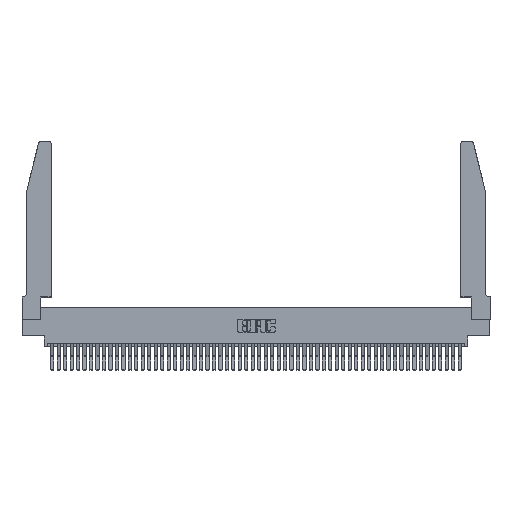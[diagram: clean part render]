
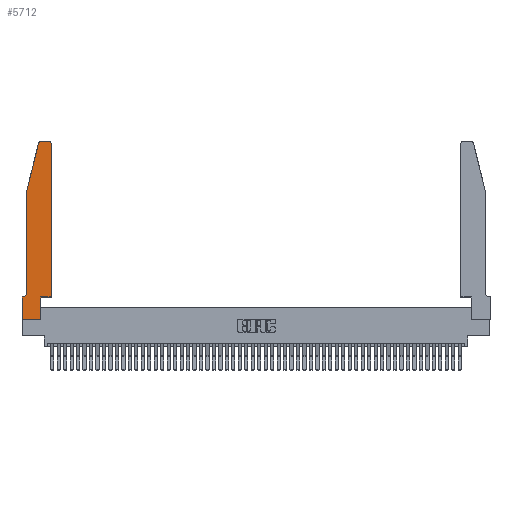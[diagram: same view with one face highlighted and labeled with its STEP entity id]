
A CAD part, top view. The second image highlights one B-rep face of the part: STEP entity #5712.
In plain terms, the highlighted planar face has unit normal (0, 0, 1).
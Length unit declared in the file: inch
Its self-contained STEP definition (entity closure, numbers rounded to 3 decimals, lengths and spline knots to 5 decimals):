
#38 = VECTOR ( 'NONE', #8555, 39.37008 ) ;
#487 = ORIENTED_EDGE ( 'NONE', *, *, #36575, .T. ) ;
#835 = CARTESIAN_POINT ( 'NONE',  ( 0.2865, 0.35, 0.37 ) ) ;
#842 = EDGE_CURVE ( 'NONE', #17489, #39768, #22672, .T. ) ;
#1704 = EDGE_CURVE ( 'NONE', #25100, #5004, #3692, .T. ) ;
#2434 = LINE ( 'NONE', #24878, #46008 ) ;
#2585 = CARTESIAN_POINT ( 'NONE',  ( 0.0055, 0.35, 0.37 ) ) ;
#3043 = CARTESIAN_POINT ( 'NONE',  ( 0., 0., 0.37 ) ) ;
#3586 = DIRECTION ( 'NONE',  ( 0., 0., 1. ) ) ;
#3692 = CIRCLE ( 'NONE', #36142, 0.03 ) ;
#3881 = DIRECTION ( 'NONE',  ( 0., 0., 1. ) ) ;
#4067 = DIRECTION ( 'NONE',  ( 1., 0., 0. ) ) ;
#4386 = DIRECTION ( 'NONE',  ( -1., 0., 0. ) ) ;
#4915 = CARTESIAN_POINT ( 'NONE',  ( 0.2605, 2.75, 0.37 ) ) ;
#5004 = VERTEX_POINT ( 'NONE', #17477 ) ;
#5712 = ADVANCED_FACE ( 'NONE', ( #33714 ), #35482, .T. ) ;
#6032 = ORIENTED_EDGE ( 'NONE', *, *, #46914, .T. ) ;
#6465 = EDGE_CURVE ( 'NONE', #27430, #31968, #32945, .T. ) ;
#6479 = LINE ( 'NONE', #4915, #29152 ) ;
#7897 = CARTESIAN_POINT ( 'NONE',  ( 0., 0.35, 0.37 ) ) ;
#8555 = DIRECTION ( 'NONE',  ( -1., 0., 0. ) ) ;
#9016 = VERTEX_POINT ( 'NONE', #7897 ) ;
#9527 = AXIS2_PLACEMENT_3D ( 'NONE', #44321, #32108, #19965 ) ;
#10180 = ORIENTED_EDGE ( 'NONE', *, *, #22552, .T. ) ;
#10342 = VERTEX_POINT ( 'NONE', #44275 ) ;
#11178 = EDGE_CURVE ( 'NONE', #39768, #37980, #39357, .T. ) ;
#12197 = ORIENTED_EDGE ( 'NONE', *, *, #32101, .T. ) ;
#13920 = CARTESIAN_POINT ( 'NONE',  ( 0.25487, 2.72718, 0.37 ) ) ;
#14566 = DIRECTION ( 'NONE',  ( 0., 1., 0. ) ) ;
#14838 = LINE ( 'NONE', #34805, #39394 ) ;
#15235 = DIRECTION ( 'NONE',  ( 0., 0., 1. ) ) ;
#15600 = CARTESIAN_POINT ( 'NONE',  ( 0.284, 2.75, 0.37 ) ) ;
#17477 = CARTESIAN_POINT ( 'NONE',  ( 0.4205, 2.75, 0.37 ) ) ;
#17489 = VERTEX_POINT ( 'NONE', #19261 ) ;
#17676 = CARTESIAN_POINT ( 'NONE',  ( 0.2865, 0.35, 0.37 ) ) ;
#18933 = DIRECTION ( 'NONE',  ( 1., 0., 0. ) ) ;
#19261 = CARTESIAN_POINT ( 'NONE',  ( 0.2865, 0., 0.37 ) ) ;
#19741 = LINE ( 'NONE', #3043, #50729 ) ;
#19965 = DIRECTION ( 'NONE',  ( -1., 0., 0. ) ) ;
#20054 = ORIENTED_EDGE ( 'NONE', *, *, #44242, .T. ) ;
#20218 = DIRECTION ( 'NONE',  ( 0., 1., 0. ) ) ;
#20224 = CARTESIAN_POINT ( 'NONE',  ( 0.4505, 2.72, 0.37 ) ) ;
#21693 = ORIENTED_EDGE ( 'NONE', *, *, #1704, .T. ) ;
#22552 = EDGE_CURVE ( 'NONE', #5004, #27430, #6479, .T. ) ;
#22672 = LINE ( 'NONE', #17676, #27741 ) ;
#22926 = VERTEX_POINT ( 'NONE', #31275 ) ;
#23143 = CARTESIAN_POINT ( 'NONE',  ( 0., 0.35, 0.37 ) ) ;
#24509 = EDGE_CURVE ( 'NONE', #10342, #36597, #2434, .T. ) ;
#24812 = VECTOR ( 'NONE', #25341, 39.37008 ) ;
#24878 = CARTESIAN_POINT ( 'NONE',  ( 0.0755, 2., 0.37 ) ) ;
#25100 = VERTEX_POINT ( 'NONE', #20224 ) ;
#25341 = DIRECTION ( 'NONE',  ( -0.239, -0.971, 0. ) ) ;
#25347 = ORIENTED_EDGE ( 'NONE', *, *, #48280, .T. ) ;
#26568 = LINE ( 'NONE', #38929, #27238 ) ;
#26825 = DIRECTION ( 'NONE',  ( 0., -1., 0. ) ) ;
#27238 = VECTOR ( 'NONE', #50980, 39.37008 ) ;
#27430 = VERTEX_POINT ( 'NONE', #15600 ) ;
#27741 = VECTOR ( 'NONE', #20218, 39.37008 ) ;
#27785 = ORIENTED_EDGE ( 'NONE', *, *, #842, .T. ) ;
#28016 = CARTESIAN_POINT ( 'NONE',  ( 0.284, 2.72, 0.37 ) ) ;
#28593 = CARTESIAN_POINT ( 'NONE',  ( 0.0755, 0.35, 0.37 ) ) ;
#29152 = VECTOR ( 'NONE', #4386, 39.37008 ) ;
#29693 = CARTESIAN_POINT ( 'NONE',  ( 0.0755, 0.42, 0.37 ) ) ;
#31275 = CARTESIAN_POINT ( 'NONE',  ( 0., 0., 0.37 ) ) ;
#31968 = VERTEX_POINT ( 'NONE', #13920 ) ;
#32101 = EDGE_CURVE ( 'NONE', #22926, #17489, #26568, .T. ) ;
#32108 = DIRECTION ( 'NONE',  ( 0., 0., -1. ) ) ;
#32545 = ORIENTED_EDGE ( 'NONE', *, *, #6465, .T. ) ;
#32945 = CIRCLE ( 'NONE', #47466, 0.03 ) ;
#33085 = EDGE_CURVE ( 'NONE', #38638, #9016, #51796, .T. ) ;
#33261 = CARTESIAN_POINT ( 'NONE',  ( 0.0755, 2., 0.37 ) ) ;
#33714 = FACE_OUTER_BOUND ( 'NONE', #42466, .T. ) ;
#33961 = CIRCLE ( 'NONE', #9527, 0.07 ) ;
#34805 = CARTESIAN_POINT ( 'NONE',  ( 0.4505, 0.35, 0.37 ) ) ;
#34826 = ORIENTED_EDGE ( 'NONE', *, *, #33085, .T. ) ;
#35320 = CARTESIAN_POINT ( 'NONE',  ( 0.4205, 2.72, 0.37 ) ) ;
#35482 = PLANE ( 'NONE',  #43022 ) ;
#36142 = AXIS2_PLACEMENT_3D ( 'NONE', #35320, #15235, #43460 ) ;
#36575 = EDGE_CURVE ( 'NONE', #31968, #10342, #38061, .T. ) ;
#36597 = VERTEX_POINT ( 'NONE', #29693 ) ;
#37980 = VERTEX_POINT ( 'NONE', #39646 ) ;
#38061 = LINE ( 'NONE', #33261, #24812 ) ;
#38638 = VERTEX_POINT ( 'NONE', #2585 ) ;
#38929 = CARTESIAN_POINT ( 'NONE',  ( 0., 0., 0.37 ) ) ;
#39357 = LINE ( 'NONE', #45424, #49577 ) ;
#39394 = VECTOR ( 'NONE', #14566, 39.37008 ) ;
#39646 = CARTESIAN_POINT ( 'NONE',  ( 0.4505, 0.35, 0.37 ) ) ;
#39768 = VERTEX_POINT ( 'NONE', #835 ) ;
#40750 = DIRECTION ( 'NONE',  ( 0., -1., 0. ) ) ;
#40847 = DIRECTION ( 'NONE',  ( 1., 0., 0. ) ) ;
#42166 = ORIENTED_EDGE ( 'NONE', *, *, #11178, .T. ) ;
#42466 = EDGE_LOOP ( 'NONE', ( #10180, #32545, #487, #51321, #20054, #34826, #6032, #12197, #27785, #42166, #25347, #21693 ) ) ;
#43022 = AXIS2_PLACEMENT_3D ( 'NONE', #23143, #3586, #18933 ) ;
#43460 = DIRECTION ( 'NONE',  ( 1., 0., 0. ) ) ;
#44242 = EDGE_CURVE ( 'NONE', #36597, #38638, #33961, .T. ) ;
#44275 = CARTESIAN_POINT ( 'NONE',  ( 0.0755, 2., 0.37 ) ) ;
#44321 = CARTESIAN_POINT ( 'NONE',  ( 0.0055, 0.42, 0.37 ) ) ;
#45424 = CARTESIAN_POINT ( 'NONE',  ( 0.4505, 0.35, 0.37 ) ) ;
#46008 = VECTOR ( 'NONE', #40750, 39.37008 ) ;
#46914 = EDGE_CURVE ( 'NONE', #9016, #22926, #19741, .T. ) ;
#47466 = AXIS2_PLACEMENT_3D ( 'NONE', #28016, #3881, #4067 ) ;
#48280 = EDGE_CURVE ( 'NONE', #37980, #25100, #14838, .T. ) ;
#49577 = VECTOR ( 'NONE', #40847, 39.37008 ) ;
#50729 = VECTOR ( 'NONE', #26825, 39.37008 ) ;
#50980 = DIRECTION ( 'NONE',  ( 1., 0., 0. ) ) ;
#51321 = ORIENTED_EDGE ( 'NONE', *, *, #24509, .T. ) ;
#51796 = LINE ( 'NONE', #28593, #38 ) ;
